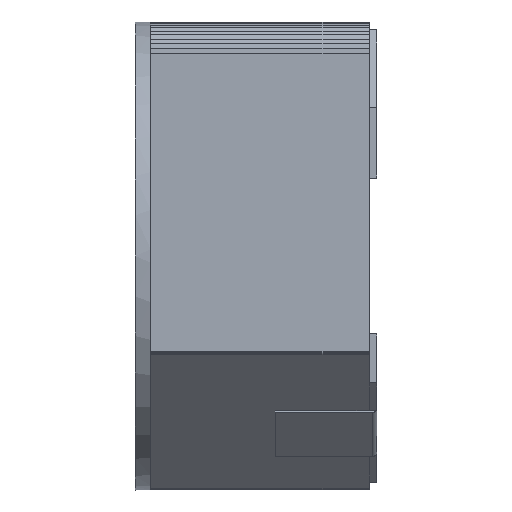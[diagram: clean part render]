
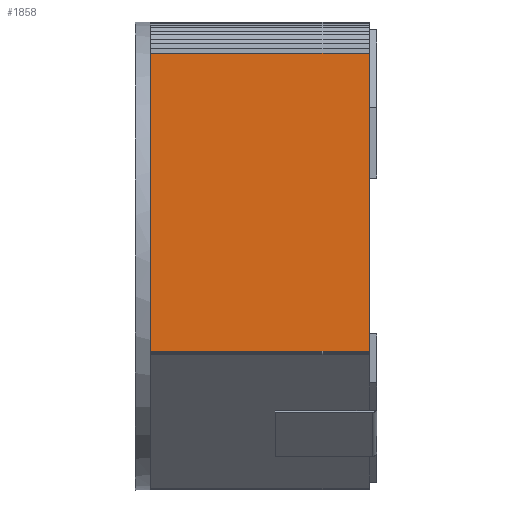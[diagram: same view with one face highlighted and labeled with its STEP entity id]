
A CAD part, left-side view. The second image highlights one B-rep face of the part: STEP entity #1858.
In plain terms, the highlighted planar face has unit normal (-1, 0, 0).
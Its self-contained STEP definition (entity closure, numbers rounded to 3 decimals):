
#17 = EDGE_CURVE ( 'NONE', #5860, #6336, #5535, .T. ) ;
#654 = PLANE ( 'NONE',  #10355 ) ;
#1483 = EDGE_CURVE ( 'NONE', #7419, #1601, #9565, .T. ) ;
#1549 = EDGE_CURVE ( 'NONE', #1601, #5860, #2394, .T. ) ;
#1601 = VERTEX_POINT ( 'NONE', #11532 ) ;
#1773 = DIRECTION ( 'NONE',  ( 0., -1., 0. ) ) ;
#1858 = ADVANCED_FACE ( 'NONE', ( #7007 ), #654, .F. ) ;
#1878 = CARTESIAN_POINT ( 'NONE',  ( 0.001, 2.9, 1.776 ) ) ;
#2394 = LINE ( 'NONE', #6055, #8930 ) ;
#2457 = CARTESIAN_POINT ( 'NONE',  ( 0.001, 2.9, 1.776 ) ) ;
#2528 = DIRECTION ( 'NONE',  ( 1., 0., 0. ) ) ;
#2529 = CARTESIAN_POINT ( 'NONE',  ( 0.001, 2.9, 2.913 ) ) ;
#2615 = DIRECTION ( 'NONE',  ( 0., -1., 0. ) ) ;
#2622 = CARTESIAN_POINT ( 'NONE',  ( 0.001, 2.9, 5.6 ) ) ;
#2939 = VERTEX_POINT ( 'NONE', #3015 ) ;
#3015 = CARTESIAN_POINT ( 'NONE',  ( 0.001, 2.9, 1.776 ) ) ;
#3602 = EDGE_CURVE ( 'NONE', #2939, #7419, #6926, .T. ) ;
#3641 = VERTEX_POINT ( 'NONE', #9668 ) ;
#3809 = VECTOR ( 'NONE', #9467, 1000. ) ;
#3873 = ORIENTED_EDGE ( 'NONE', *, *, #7510, .T. ) ;
#4331 = ORIENTED_EDGE ( 'NONE', *, *, #17, .F. ) ;
#4803 = ORIENTED_EDGE ( 'NONE', *, *, #3602, .F. ) ;
#4940 = CARTESIAN_POINT ( 'NONE',  ( 0.001, 2.9, 1.776 ) ) ;
#5018 = CARTESIAN_POINT ( 'NONE',  ( 0.001, 2.9, 3.087 ) ) ;
#5535 = LINE ( 'NONE', #2622, #6168 ) ;
#5588 = LINE ( 'NONE', #1878, #6042 ) ;
#5860 = VERTEX_POINT ( 'NONE', #7735 ) ;
#6042 = VECTOR ( 'NONE', #2615, 1000. ) ;
#6055 = CARTESIAN_POINT ( 'NONE',  ( 0.001, 2.9, 1.776 ) ) ;
#6081 = LINE ( 'NONE', #9708, #3809 ) ;
#6168 = VECTOR ( 'NONE', #1773, 1000. ) ;
#6336 = VERTEX_POINT ( 'NONE', #7752 ) ;
#6912 = CARTESIAN_POINT ( 'NONE',  ( 0.001, 2.9, 2.913 ) ) ;
#6926 = LINE ( 'NONE', #4940, #9878 ) ;
#6945 = CARTESIAN_POINT ( 'NONE',  ( 0., 2.9, 3.029 ) ) ;
#7007 = FACE_OUTER_BOUND ( 'NONE', #8474, .T. ) ;
#7064 = ORIENTED_EDGE ( 'NONE', *, *, #8599, .T. ) ;
#7337 = ORIENTED_EDGE ( 'NONE', *, *, #1483, .F. ) ;
#7419 = VERTEX_POINT ( 'NONE', #6912 ) ;
#7510 = EDGE_CURVE ( 'NONE', #2939, #3641, #5588, .T. ) ;
#7735 = CARTESIAN_POINT ( 'NONE',  ( 0.001, 2.9, 5.6 ) ) ;
#7752 = CARTESIAN_POINT ( 'NONE',  ( 0.001, 0.1, 5.6 ) ) ;
#7900 = CARTESIAN_POINT ( 'NONE',  ( 0., 2.9, 2.971 ) ) ;
#8474 = EDGE_LOOP ( 'NONE', ( #7064, #4331, #9867, #7337, #4803, #3873 ) ) ;
#8599 = EDGE_CURVE ( 'NONE', #3641, #6336, #6081, .T. ) ;
#8659 = DIRECTION ( 'NONE',  ( 0., 0., 1. ) ) ;
#8860 = DIRECTION ( 'NONE',  ( 0., 0., 1. ) ) ;
#8922 = DIRECTION ( 'NONE',  ( 0., 0., -1. ) ) ;
#8930 = VECTOR ( 'NONE', #8860, 1000. ) ;
#9467 = DIRECTION ( 'NONE',  ( 0., 0., 1. ) ) ;
#9565 = B_SPLINE_CURVE_WITH_KNOTS ( 'NONE', 3,
 ( #2529, #7900, #6945, #5018 ),
 .UNSPECIFIED., .F., .F.,
 ( 4, 4 ),
 ( 0., 1. ),
 .UNSPECIFIED. ) ;
#9668 = CARTESIAN_POINT ( 'NONE',  ( 0.001, 0.1, 1.776 ) ) ;
#9708 = CARTESIAN_POINT ( 'NONE',  ( 0.001, 0.1, 1.776 ) ) ;
#9867 = ORIENTED_EDGE ( 'NONE', *, *, #1549, .F. ) ;
#9878 = VECTOR ( 'NONE', #8659, 1000. ) ;
#10355 = AXIS2_PLACEMENT_3D ( 'NONE', #2457, #2528, #8922 ) ;
#11532 = CARTESIAN_POINT ( 'NONE',  ( 0.001, 2.9, 3.087 ) ) ;
